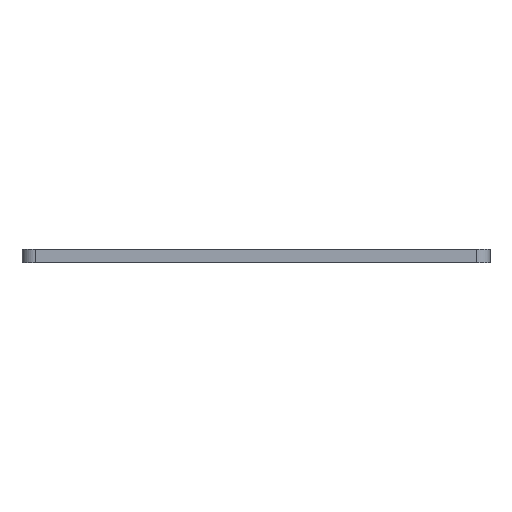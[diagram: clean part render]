
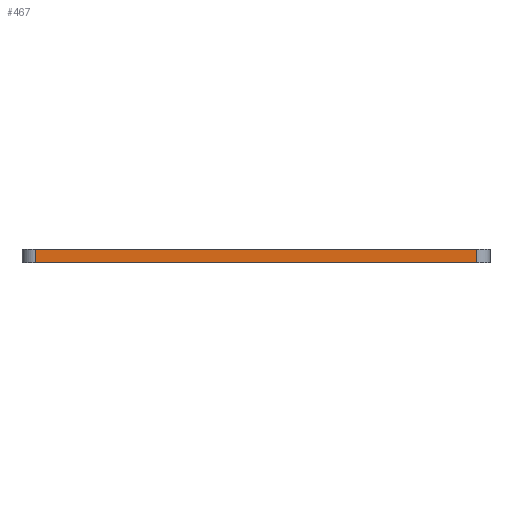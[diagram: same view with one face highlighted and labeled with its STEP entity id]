
A CAD part, left-side view. The second image highlights one B-rep face of the part: STEP entity #467.
In plain terms, the highlighted planar face has unit normal (-1, 0, 0).
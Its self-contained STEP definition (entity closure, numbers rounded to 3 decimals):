
#47 = ORIENTED_EDGE ( 'NONE', *, *, #860, .F. ) ;
#84 = VERTEX_POINT ( 'NONE', #122 ) ;
#100 = VERTEX_POINT ( 'NONE', #935 ) ;
#114 = CARTESIAN_POINT ( 'NONE',  ( -35., -33., 2. ) ) ;
#122 = CARTESIAN_POINT ( 'NONE',  ( -35., -33., 0. ) ) ;
#225 = DIRECTION ( 'NONE',  ( 0., -1., 0. ) ) ;
#256 = LINE ( 'NONE', #269, #1077 ) ;
#269 = CARTESIAN_POINT ( 'NONE',  ( -35., 33., 2. ) ) ;
#310 = EDGE_LOOP ( 'NONE', ( #47, #370, #1149, #691 ) ) ;
#328 = DIRECTION ( 'NONE',  ( 1., 0., 0. ) ) ;
#333 = FACE_OUTER_BOUND ( 'NONE', #310, .T. ) ;
#335 = VECTOR ( 'NONE', #525, 1000. ) ;
#343 = CARTESIAN_POINT ( 'NONE',  ( -35., -33., 2. ) ) ;
#370 = ORIENTED_EDGE ( 'NONE', *, *, #1011, .T. ) ;
#416 = CARTESIAN_POINT ( 'NONE',  ( -35., 35., 2. ) ) ;
#443 = AXIS2_PLACEMENT_3D ( 'NONE', #854, #328, #1225 ) ;
#449 = VERTEX_POINT ( 'NONE', #114 ) ;
#467 = ADVANCED_FACE ( 'NONE', ( #333 ), #667, .F. ) ;
#525 = DIRECTION ( 'NONE',  ( 0., 0., 1. ) ) ;
#578 = DIRECTION ( 'NONE',  ( 0., 0., -1. ) ) ;
#586 = VECTOR ( 'NONE', #225, 1000. ) ;
#661 = VERTEX_POINT ( 'NONE', #985 ) ;
#667 = PLANE ( 'NONE',  #443 ) ;
#688 = EDGE_CURVE ( 'NONE', #100, #84, #1074, .T. ) ;
#691 = ORIENTED_EDGE ( 'NONE', *, *, #1003, .T. ) ;
#854 = CARTESIAN_POINT ( 'NONE',  ( -35., 35., 2. ) ) ;
#860 = EDGE_CURVE ( 'NONE', #661, #449, #945, .T. ) ;
#897 = VECTOR ( 'NONE', #1254, 1000. ) ;
#935 = CARTESIAN_POINT ( 'NONE',  ( -35., 33., 0. ) ) ;
#945 = LINE ( 'NONE', #416, #586 ) ;
#969 = CARTESIAN_POINT ( 'NONE',  ( -35., 35., 0. ) ) ;
#985 = CARTESIAN_POINT ( 'NONE',  ( -35., 33., 2. ) ) ;
#1003 = EDGE_CURVE ( 'NONE', #84, #449, #1243, .T. ) ;
#1011 = EDGE_CURVE ( 'NONE', #661, #100, #256, .T. ) ;
#1074 = LINE ( 'NONE', #969, #897 ) ;
#1077 = VECTOR ( 'NONE', #578, 1000. ) ;
#1149 = ORIENTED_EDGE ( 'NONE', *, *, #688, .T. ) ;
#1225 = DIRECTION ( 'NONE',  ( 0., 0., -1. ) ) ;
#1243 = LINE ( 'NONE', #343, #335 ) ;
#1254 = DIRECTION ( 'NONE',  ( 0., -1., 0. ) ) ;
